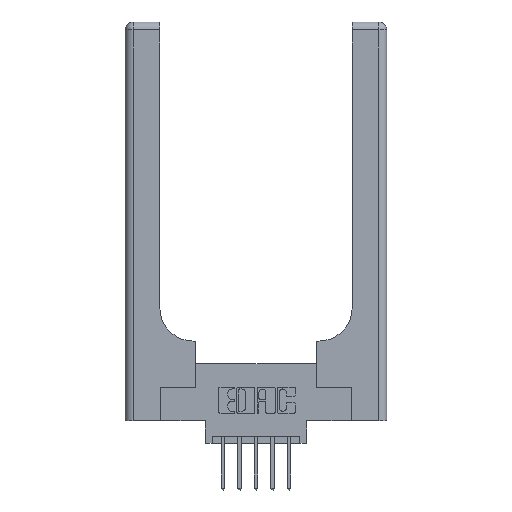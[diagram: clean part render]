
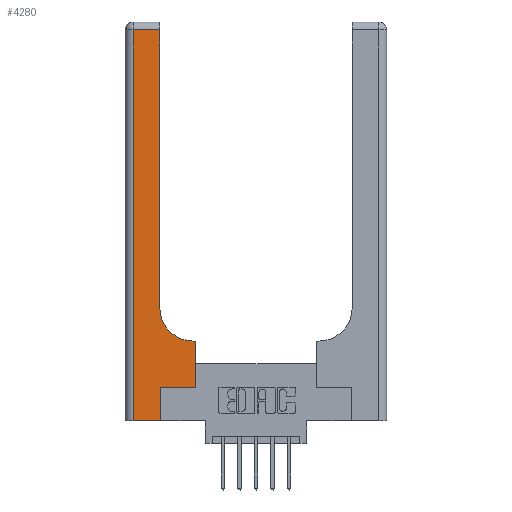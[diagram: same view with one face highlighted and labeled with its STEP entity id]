
A CAD part, top view. The second image highlights one B-rep face of the part: STEP entity #4280.
In plain terms, the highlighted planar face has unit normal (0, 0, 1).
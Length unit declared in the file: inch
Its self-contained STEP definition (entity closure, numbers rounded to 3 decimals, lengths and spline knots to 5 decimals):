
#180 = LINE ( 'NONE', #1113, #11637 ) ;
#418 = VECTOR ( 'NONE', #1003, 39.37008 ) ;
#952 = VECTOR ( 'NONE', #6576, 39.37008 ) ;
#1003 = DIRECTION ( 'NONE',  ( 0., 1., 0. ) ) ;
#1113 = CARTESIAN_POINT ( 'NONE',  ( 0.26, 0.6, 0.37 ) ) ;
#1405 = VECTOR ( 'NONE', #7508, 39.37008 ) ;
#1420 = DIRECTION ( 'NONE',  ( 1., 0., 0. ) ) ;
#1559 = EDGE_LOOP ( 'NONE', ( #8441, #3176, #11015, #1833, #4559, #11966, #13316, #7388, #7915 ) ) ;
#1833 = ORIENTED_EDGE ( 'NONE', *, *, #3055, .T. ) ;
#1878 = CARTESIAN_POINT ( 'NONE',  ( 0., 3., 0.37 ) ) ;
#2340 = CIRCLE ( 'NONE', #8638, 0.25 ) ;
#2765 = LINE ( 'NONE', #6211, #4284 ) ;
#2979 = VECTOR ( 'NONE', #10639, 39.37008 ) ;
#3046 = DIRECTION ( 'NONE',  ( 1., 0., 0. ) ) ;
#3055 = EDGE_CURVE ( 'NONE', #7079, #11683, #4810, .T. ) ;
#3176 = ORIENTED_EDGE ( 'NONE', *, *, #6806, .T. ) ;
#3224 = CARTESIAN_POINT ( 'NONE',  ( 0.265, 0., 0.37 ) ) ;
#3343 = CARTESIAN_POINT ( 'NONE',  ( 0.51, 0.6, 0.37 ) ) ;
#3359 = LINE ( 'NONE', #5588, #13427 ) ;
#4280 = ADVANCED_FACE ( 'NONE', ( #7243 ), #11563, .F. ) ;
#4284 = VECTOR ( 'NONE', #3046, 39.37008 ) ;
#4325 = CARTESIAN_POINT ( 'NONE',  ( 0.265, 0., 0.37 ) ) ;
#4419 = DIRECTION ( 'NONE',  ( -1., 0., 0. ) ) ;
#4559 = ORIENTED_EDGE ( 'NONE', *, *, #11537, .T. ) ;
#4791 = DIRECTION ( 'NONE',  ( 0., 0., -1. ) ) ;
#4810 = LINE ( 'NONE', #8198, #11279 ) ;
#4999 = CARTESIAN_POINT ( 'NONE',  ( 0.528, 0.25, 0.37 ) ) ;
#5279 = VERTEX_POINT ( 'NONE', #9510 ) ;
#5588 = CARTESIAN_POINT ( 'NONE',  ( 0., 2.94, 0.37 ) ) ;
#5957 = CARTESIAN_POINT ( 'NONE',  ( 0.26, 0.85, 0.37 ) ) ;
#6211 = CARTESIAN_POINT ( 'NONE',  ( 0.265, 0.25, 0.37 ) ) ;
#6369 = CARTESIAN_POINT ( 'NONE',  ( 0.26, 3., 0.37 ) ) ;
#6372 = LINE ( 'NONE', #12625, #418 ) ;
#6576 = DIRECTION ( 'NONE',  ( 0., -1., 0. ) ) ;
#6797 = DIRECTION ( 'NONE',  ( -1., 0., 0. ) ) ;
#6806 = EDGE_CURVE ( 'NONE', #7564, #8088, #3359, .T. ) ;
#7079 = VERTEX_POINT ( 'NONE', #8217 ) ;
#7133 = LINE ( 'NONE', #6369, #2979 ) ;
#7243 = FACE_OUTER_BOUND ( 'NONE', #1559, .T. ) ;
#7388 = ORIENTED_EDGE ( 'NONE', *, *, #9309, .T. ) ;
#7508 = DIRECTION ( 'NONE',  ( 0., 1., 0. ) ) ;
#7564 = VERTEX_POINT ( 'NONE', #9538 ) ;
#7577 = EDGE_CURVE ( 'NONE', #8303, #7581, #2765, .T. ) ;
#7581 = VERTEX_POINT ( 'NONE', #4999 ) ;
#7915 = ORIENTED_EDGE ( 'NONE', *, *, #8651, .T. ) ;
#8088 = VERTEX_POINT ( 'NONE', #12584 ) ;
#8198 = CARTESIAN_POINT ( 'NONE',  ( 0., 0., 0.37 ) ) ;
#8217 = CARTESIAN_POINT ( 'NONE',  ( 0.06, 0., 0.37 ) ) ;
#8303 = VERTEX_POINT ( 'NONE', #12274 ) ;
#8441 = ORIENTED_EDGE ( 'NONE', *, *, #11654, .T. ) ;
#8638 = AXIS2_PLACEMENT_3D ( 'NONE', #12394, #4791, #1420 ) ;
#8651 = EDGE_CURVE ( 'NONE', #11698, #10908, #2340, .T. ) ;
#9309 = EDGE_CURVE ( 'NONE', #5279, #11698, #180, .T. ) ;
#9343 = DIRECTION ( 'NONE',  ( 1., 0., 0. ) ) ;
#9510 = CARTESIAN_POINT ( 'NONE',  ( 0.528, 0.6, 0.37 ) ) ;
#9538 = CARTESIAN_POINT ( 'NONE',  ( 0.26, 2.94, 0.37 ) ) ;
#9848 = LINE ( 'NONE', #13108, #952 ) ;
#10440 = DIRECTION ( 'NONE',  ( 0., 0., -1. ) ) ;
#10639 = DIRECTION ( 'NONE',  ( 0., 1., 0. ) ) ;
#10908 = VERTEX_POINT ( 'NONE', #5957 ) ;
#11015 = ORIENTED_EDGE ( 'NONE', *, *, #11755, .T. ) ;
#11100 = DIRECTION ( 'NONE',  ( -1., 0., 0. ) ) ;
#11279 = VECTOR ( 'NONE', #9343, 39.37008 ) ;
#11537 = EDGE_CURVE ( 'NONE', #11683, #8303, #12926, .T. ) ;
#11563 = PLANE ( 'NONE',  #12743 ) ;
#11637 = VECTOR ( 'NONE', #4419, 39.37008 ) ;
#11654 = EDGE_CURVE ( 'NONE', #10908, #7564, #7133, .T. ) ;
#11683 = VERTEX_POINT ( 'NONE', #4325 ) ;
#11698 = VERTEX_POINT ( 'NONE', #3343 ) ;
#11755 = EDGE_CURVE ( 'NONE', #8088, #7079, #9848, .T. ) ;
#11966 = ORIENTED_EDGE ( 'NONE', *, *, #7577, .T. ) ;
#12274 = CARTESIAN_POINT ( 'NONE',  ( 0.265, 0.25, 0.37 ) ) ;
#12394 = CARTESIAN_POINT ( 'NONE',  ( 0.51, 0.85, 0.37 ) ) ;
#12584 = CARTESIAN_POINT ( 'NONE',  ( 0.06, 2.94, 0.37 ) ) ;
#12625 = CARTESIAN_POINT ( 'NONE',  ( 0.528, 0.25, 0.37 ) ) ;
#12743 = AXIS2_PLACEMENT_3D ( 'NONE', #1878, #10440, #11100 ) ;
#12926 = LINE ( 'NONE', #3224, #1405 ) ;
#12928 = EDGE_CURVE ( 'NONE', #7581, #5279, #6372, .T. ) ;
#13108 = CARTESIAN_POINT ( 'NONE',  ( 0.06, 3., 0.37 ) ) ;
#13316 = ORIENTED_EDGE ( 'NONE', *, *, #12928, .T. ) ;
#13427 = VECTOR ( 'NONE', #6797, 39.37008 ) ;
